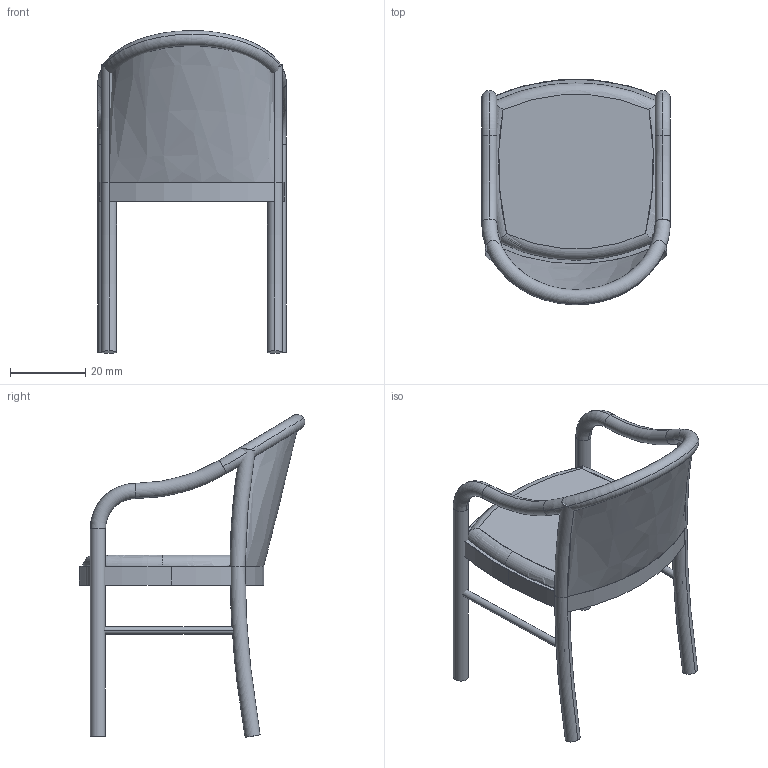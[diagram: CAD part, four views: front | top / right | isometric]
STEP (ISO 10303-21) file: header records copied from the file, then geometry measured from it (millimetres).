
FILE_DESCRIPTION(('produced by SPATIAL CORP'),'2;1');
FILE_NAME('chair.hh.sat.stp', '2002-04-22T18:05:53+00:00',('SPATIAL CORP'),('SPATIAL CORP'), 'ACIS STEP Husk','http://www.spatial.com','SPATIAL CORP');
FILE_SCHEMA(('CONFIG_CONTROL_DESIGN'));
Length unit declared in the file: millimetre
Products named in the file (36): PRODUCT_ID_1; PRODUCT_ID_2; PRODUCT_ID_3; PRODUCT_ID_4; PRODUCT_ID_5; PRODUCT_ID_6; PRODUCT_ID_7; PRODUCT_ID_8; PRODUCT_ID_9; PRODUCT_ID_10; PRODUCT_ID_11; PRODUCT_ID_12; PRODUCT_ID_13; PRODUCT_ID_14; PRODUCT_ID_15; PRODUCT_ID_16; PRODUCT_ID_17; PRODUCT_ID_18; PRODUCT_ID_19; PRODUCT_ID_20; PRODUCT_ID_21; PRODUCT_ID_22; PRODUCT_ID_23; PRODUCT_ID_24; PRODUCT_ID_25; PRODUCT_ID_26; PRODUCT_ID_27; PRODUCT_ID_28; PRODUCT_ID_29; PRODUCT_ID_30; PRODUCT_ID_31; PRODUCT_ID_32; PRODUCT_ID_33; PRODUCT_ID_34; PRODUCT_ID_35; PRODUCT_ID_36
Bounding box: 50 x 59.87 x 85.6 mm (x, y, z)
Surface area: 97561.1 mm2 (no closed solid volume)
Topology: 0 solids, 106 shells, 223 faces, 481 edges, 329 vertices
Faces by surface type: torus 96, plane 70, cylinder 56, bspline 1
Full cylindrical faces by diameter (mm): 2 x4, 4 x16
Entity records: 9023 total; most frequent: CARTESIAN_POINT 1427, DIRECTION 904, ORIENTED_EDGE 750, AXIS2_PLACEMENT_3D 434, EDGE_CURVE 377, VERTEX_POINT 297, EDGE_LOOP 295, FACE_BOUND 295
